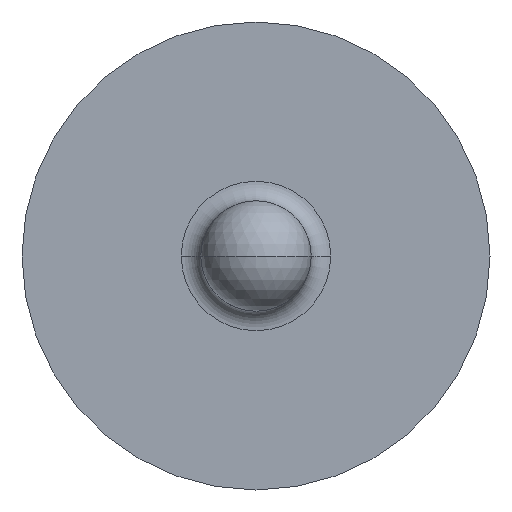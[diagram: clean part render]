
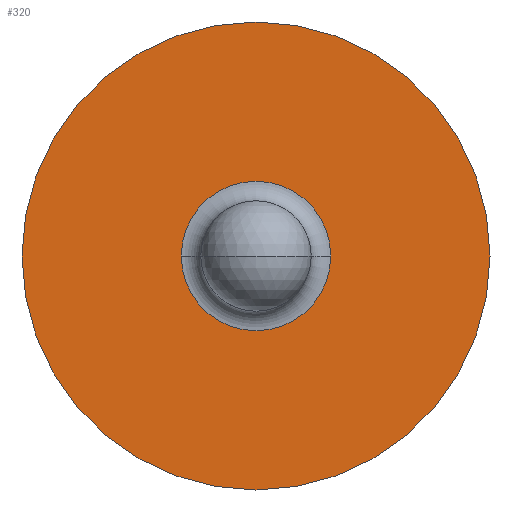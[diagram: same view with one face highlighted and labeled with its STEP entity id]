
A CAD part, left-side view. The second image highlights one B-rep face of the part: STEP entity #320.
In plain terms, the highlighted planar face has unit normal (-1, 0, 0).
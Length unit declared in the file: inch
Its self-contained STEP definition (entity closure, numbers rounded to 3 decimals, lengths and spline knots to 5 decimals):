
#11 = CIRCLE ( 'NONE', #396, 0.0115 ) ;
#20 = DIRECTION ( 'NONE',  ( 0., 1., 0. ) ) ;
#41 = CIRCLE ( 'NONE', #601, 0.0115 ) ;
#45 = DIRECTION ( 'NONE',  ( 0., -1., 0. ) ) ;
#48 = CARTESIAN_POINT ( 'NONE',  ( 0.069, 0., 0. ) ) ;
#52 = AXIS2_PLACEMENT_3D ( 'NONE', #672, #157, #260 ) ;
#66 = FACE_BOUND ( 'NONE', #654, .T. ) ;
#68 = EDGE_CURVE ( 'NONE', #164, #472, #158, .T. ) ;
#92 = CARTESIAN_POINT ( 'NONE',  ( 0.069, -0.0115, 0. ) ) ;
#127 = PLANE ( 'NONE',  #403 ) ;
#128 = DIRECTION ( 'NONE',  ( -1., 0., 0. ) ) ;
#132 = CARTESIAN_POINT ( 'NONE',  ( 0.069, 0., 0. ) ) ;
#142 = AXIS2_PLACEMENT_3D ( 'NONE', #506, #128, #659 ) ;
#157 = DIRECTION ( 'NONE',  ( -1., 0., 0. ) ) ;
#158 = CIRCLE ( 'NONE', #142, 0.036 ) ;
#164 = VERTEX_POINT ( 'NONE', #269 ) ;
#173 = CARTESIAN_POINT ( 'NONE',  ( 0.069, 0.0115, 0. ) ) ;
#187 = EDGE_CURVE ( 'NONE', #472, #164, #329, .T. ) ;
#225 = CARTESIAN_POINT ( 'NONE',  ( 0.069, 0.036, 0. ) ) ;
#247 = ORIENTED_EDGE ( 'NONE', *, *, #283, .F. ) ;
#260 = DIRECTION ( 'NONE',  ( 0., -1., 0. ) ) ;
#269 = CARTESIAN_POINT ( 'NONE',  ( 0.069, -0.036, 0. ) ) ;
#281 = FACE_OUTER_BOUND ( 'NONE', #610, .T. ) ;
#283 = EDGE_CURVE ( 'NONE', #308, #531, #41, .T. ) ;
#305 = DIRECTION ( 'NONE',  ( -1., 0., 0. ) ) ;
#308 = VERTEX_POINT ( 'NONE', #173 ) ;
#320 = ADVANCED_FACE ( 'NONE', ( #66, #281 ), #127, .F. ) ;
#329 = CIRCLE ( 'NONE', #52, 0.036 ) ;
#350 = ORIENTED_EDGE ( 'NONE', *, *, #614, .F. ) ;
#396 = AXIS2_PLACEMENT_3D ( 'NONE', #48, #305, #559 ) ;
#400 = CARTESIAN_POINT ( 'NONE',  ( 0.069, 0.036, 0. ) ) ;
#403 = AXIS2_PLACEMENT_3D ( 'NONE', #225, #638, #20 ) ;
#472 = VERTEX_POINT ( 'NONE', #400 ) ;
#506 = CARTESIAN_POINT ( 'NONE',  ( 0.069, 0., 0. ) ) ;
#531 = VERTEX_POINT ( 'NONE', #92 ) ;
#559 = DIRECTION ( 'NONE',  ( 0., -1., 0. ) ) ;
#599 = ORIENTED_EDGE ( 'NONE', *, *, #68, .T. ) ;
#601 = AXIS2_PLACEMENT_3D ( 'NONE', #132, #616, #45 ) ;
#610 = EDGE_LOOP ( 'NONE', ( #599, #626 ) ) ;
#614 = EDGE_CURVE ( 'NONE', #531, #308, #11, .T. ) ;
#616 = DIRECTION ( 'NONE',  ( -1., 0., 0. ) ) ;
#626 = ORIENTED_EDGE ( 'NONE', *, *, #187, .T. ) ;
#638 = DIRECTION ( 'NONE',  ( 1., 0., 0. ) ) ;
#654 = EDGE_LOOP ( 'NONE', ( #350, #247 ) ) ;
#659 = DIRECTION ( 'NONE',  ( 0., -1., 0. ) ) ;
#672 = CARTESIAN_POINT ( 'NONE',  ( 0.069, 0., 0. ) ) ;
